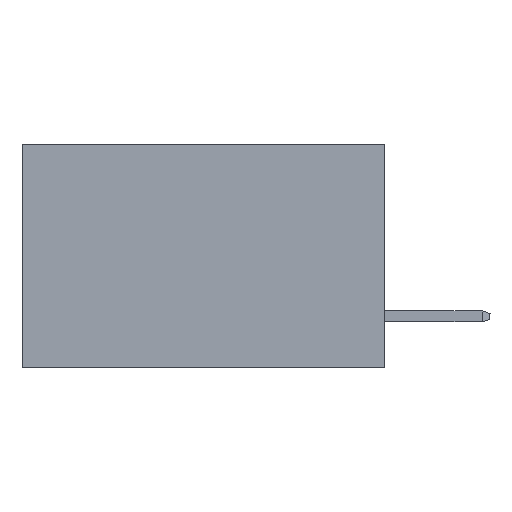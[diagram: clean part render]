
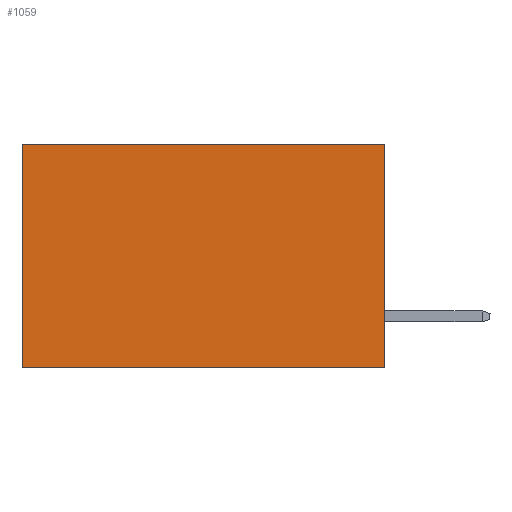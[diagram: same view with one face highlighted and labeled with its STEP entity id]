
A CAD part, left-side view. The second image highlights one B-rep face of the part: STEP entity #1059.
In plain terms, the highlighted planar face has unit normal (-1, 0, 0).
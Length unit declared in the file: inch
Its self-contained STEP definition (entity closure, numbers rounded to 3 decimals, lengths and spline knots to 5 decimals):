
#213 = ORIENTED_EDGE ( 'NONE', *, *, #10630, .T. ) ;
#528 = VERTEX_POINT ( 'NONE', #717 ) ;
#565 = CARTESIAN_POINT ( 'NONE',  ( 0.2615, 0., 0. ) ) ;
#717 = CARTESIAN_POINT ( 'NONE',  ( 0.2615, 0., -0.37 ) ) ;
#1059 = ADVANCED_FACE ( 'NONE', ( #21748 ), #15104, .F. ) ;
#1627 = VERTEX_POINT ( 'NONE', #17311 ) ;
#2942 = DIRECTION ( 'NONE',  ( 0., 1., 0. ) ) ;
#3342 = CARTESIAN_POINT ( 'NONE',  ( 0.2615, 0., 0. ) ) ;
#4208 = VECTOR ( 'NONE', #5579, 39.37008 ) ;
#4274 = AXIS2_PLACEMENT_3D ( 'NONE', #14985, #6305, #6179 ) ;
#5559 = CARTESIAN_POINT ( 'NONE',  ( 0.2615, 0.6, -0.37 ) ) ;
#5579 = DIRECTION ( 'NONE',  ( 0., 0., -1. ) ) ;
#5690 = LINE ( 'NONE', #20739, #18736 ) ;
#6179 = DIRECTION ( 'NONE',  ( 0., 0., -1. ) ) ;
#6240 = EDGE_CURVE ( 'NONE', #22792, #528, #22452, .T. ) ;
#6305 = DIRECTION ( 'NONE',  ( 1., 0., 0. ) ) ;
#6641 = EDGE_CURVE ( 'NONE', #21788, #1627, #9777, .T. ) ;
#8159 = ORIENTED_EDGE ( 'NONE', *, *, #13588, .F. ) ;
#8565 = DIRECTION ( 'NONE',  ( 0., 1., 0. ) ) ;
#9770 = DIRECTION ( 'NONE',  ( 0., 0., -1. ) ) ;
#9777 = LINE ( 'NONE', #5559, #4208 ) ;
#9831 = CARTESIAN_POINT ( 'NONE',  ( 0.2615, 0., -0.37 ) ) ;
#10630 = EDGE_CURVE ( 'NONE', #22792, #21788, #21272, .T. ) ;
#11380 = ORIENTED_EDGE ( 'NONE', *, *, #6240, .F. ) ;
#13466 = VECTOR ( 'NONE', #9770, 39.37008 ) ;
#13588 = EDGE_CURVE ( 'NONE', #528, #1627, #5690, .T. ) ;
#14985 = CARTESIAN_POINT ( 'NONE',  ( 0.2615, 0., -0.37 ) ) ;
#15104 = PLANE ( 'NONE',  #4274 ) ;
#15166 = ORIENTED_EDGE ( 'NONE', *, *, #6641, .T. ) ;
#15328 = CARTESIAN_POINT ( 'NONE',  ( 0.2615, 0.6, 0. ) ) ;
#17311 = CARTESIAN_POINT ( 'NONE',  ( 0.2615, 0.6, -0.37 ) ) ;
#18736 = VECTOR ( 'NONE', #8565, 39.37008 ) ;
#20739 = CARTESIAN_POINT ( 'NONE',  ( 0.2615, 0., -0.37 ) ) ;
#20753 = VECTOR ( 'NONE', #2942, 39.37008 ) ;
#21272 = LINE ( 'NONE', #3342, #20753 ) ;
#21582 = EDGE_LOOP ( 'NONE', ( #15166, #8159, #11380, #213 ) ) ;
#21748 = FACE_OUTER_BOUND ( 'NONE', #21582, .T. ) ;
#21788 = VERTEX_POINT ( 'NONE', #15328 ) ;
#22452 = LINE ( 'NONE', #9831, #13466 ) ;
#22792 = VERTEX_POINT ( 'NONE', #565 ) ;
